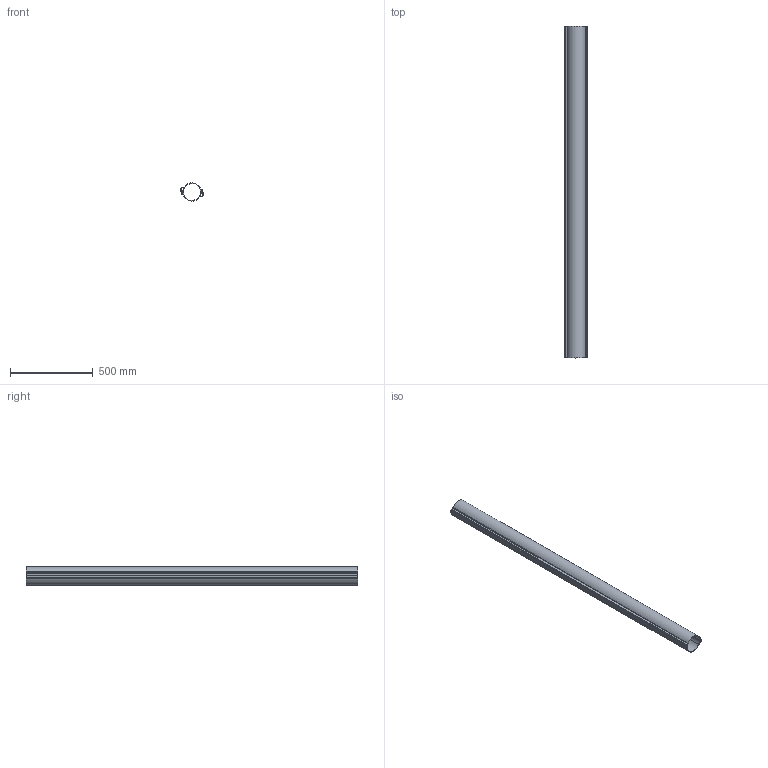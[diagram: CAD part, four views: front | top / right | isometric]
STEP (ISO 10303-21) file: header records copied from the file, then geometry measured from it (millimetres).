
FILE_DESCRIPTION (( 'STEP AP203' ), '1' );
FILE_NAME ('CTR30-110-K05-3 Ðàçáîðíàÿ òðóáà d110 (3ì).STEP', '2016-06-16T11:43:01', ( '' ), ( '' ), 'SwSTEP 2.0', 'SolidWorks 2014', '' );
FILE_SCHEMA (( 'CONFIG_CONTROL_DESIGN' ));
Length unit declared in the file: millimetre
Products named in the file (1): CTR30-110-K05-3 Ðàçáîðíàÿ òðóáà d110 (3ì)
Bounding box: 136 x 2000 x 109.98 mm (x, y, z)
Volume: 3753621.3 mm3; surface area: 1935145.9 mm2
Topology: 2 solids, 2 shells, 90 faces, 258 edges, 172 vertices
Faces by surface type: cylinder 50, plane 40
Entity records: 3057 total; most frequent: DIRECTION 540, CARTESIAN_POINT 521, ORIENTED_EDGE 516, EDGE_CURVE 258, AXIS2_PLACEMENT_3D 191, VERTEX_POINT 172, VECTOR 158, LINE 158
